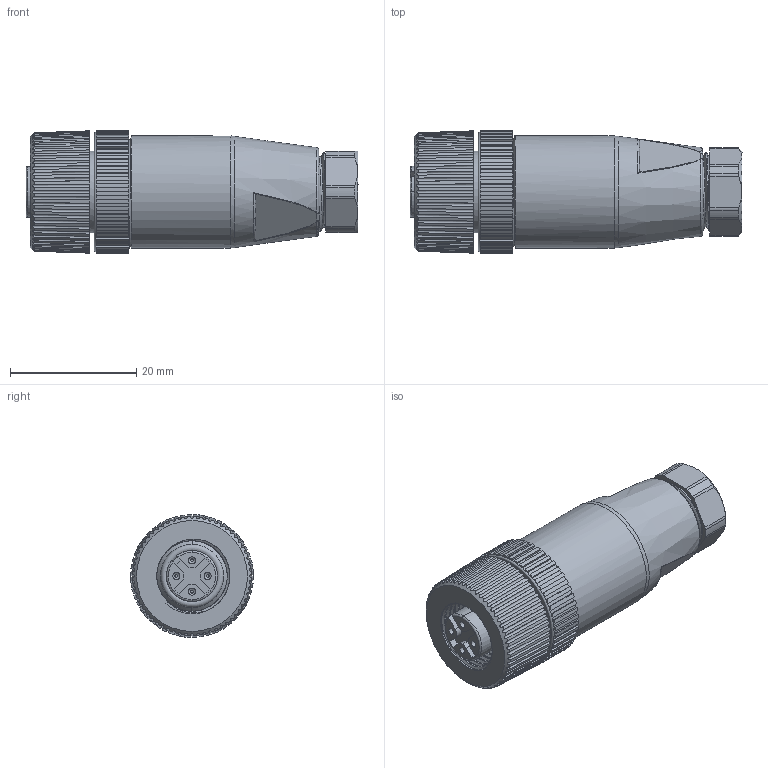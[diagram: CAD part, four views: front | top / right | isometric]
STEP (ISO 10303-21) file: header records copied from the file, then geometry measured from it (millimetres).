
FILE_DESCRIPTION(/* description */ (''),/* implementation_level */ '2;1');
FILE_NAME(/* name */ 'EK4111-0-7.stp',/* time_stamp */ '2023-03-23T15:38:42+08:00',/* author */ (''),/* organization */ (''),/* preprocessor_version */ 'ST-DEVELOPER v16',/* originating_system */ 'SIEMENS PLM Software NX 10.0',/* authorisation */ '');
FILE_SCHEMA (('AP203_CONFIGURATION_CONTROLLED_3D_DESIGN_OF_MECHANICAL_PARTS_AND_ASSEMBLIES_MIM_LF { 1 0 10303 403 2 1 2}'));
Length unit declared in the file: millimetre
Products named in the file (1): dell3CF8548Dyknp
Bounding box: 52.64 x 19.5 x 19.5 mm (x, y, z)
Volume: 11337.9 mm3; surface area: 4960.3 mm2
Topology: 1 solids, 1 shells, 540 faces, 1457 edges, 931 vertices
Faces by surface type: plane 223, cylinder 222, cone 69, bspline 11, torus 10, sphere 5
Full cylindrical faces by diameter (mm): 1.1 x4, 1.58 x4, 7 x1, 11.2 x7, 13 x1, 17.8 x1
Entity records: 22924 total; most frequent: CARTESIAN_POINT 9903, ORIENTED_EDGE 2772, DIRECTION 2673, EDGE_CURVE 1386, AXIS2_PLACEMENT_3D 1061, VERTEX_POINT 895, EDGE_LOOP 571, LINE 551
